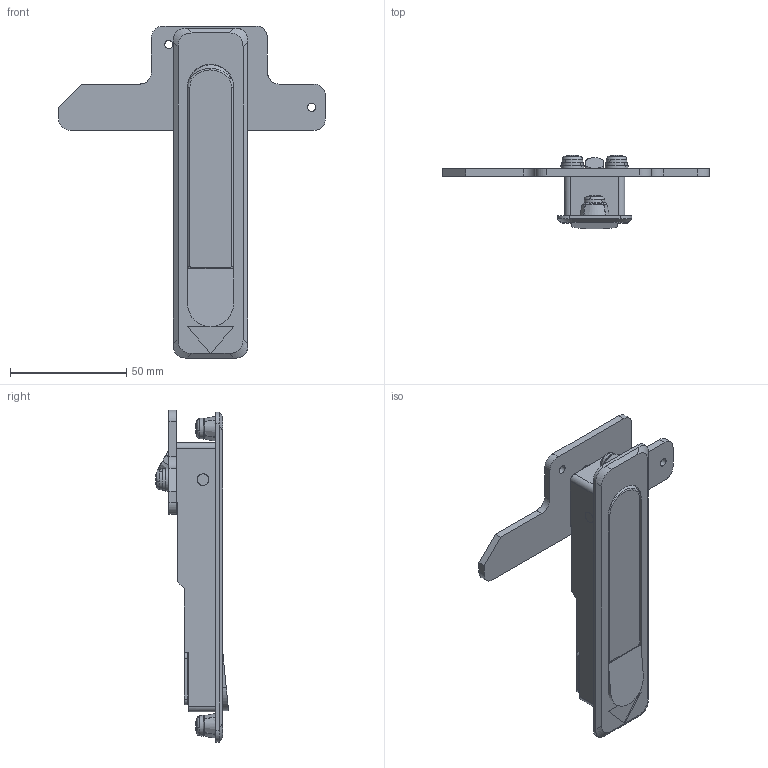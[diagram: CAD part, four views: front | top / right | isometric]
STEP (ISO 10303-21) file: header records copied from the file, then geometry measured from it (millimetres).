
FILE_DESCRIPTION((''),'2;1');
FILE_NAME('','2006-10-08T17:58:17',(''),(''),'','CADfix','');
FILE_SCHEMA(('AUTOMOTIVE_DESIGN'));
Length unit declared in the file: millimetre
Products named in the file (9): screw_A; bracket; screw_B; latch; housing; handle; cover; cam; THA_540_1_15260_36
Assembly tree (11 placements, depth 2):
  THA_540_1_15260_36
    screw_A  x2
    bracket  x2
    screw_B  x2
    latch
    housing
    handle
    cover
    cam
Bounding box: 115 x 31.53 x 143 mm (x, y, z)
Volume: 57033 mm3; surface area: 36452.4 mm2
Topology: 11 solids, 11 shells, 423 faces, 1319 edges, 939 vertices
Faces by surface type: bspline 423
Entity records: 14991 total; most frequent: CARTESIAN_POINT 8430, ORIENTED_EDGE 2128, EDGE_CURVE 1064, VERTEX_POINT 760, QUASI_UNIFORM_CURVE 565, B_SPLINE_CURVE_WITH_KNOTS 492, EDGE_LOOP 372, FACE_OUTER_BOUND 339
